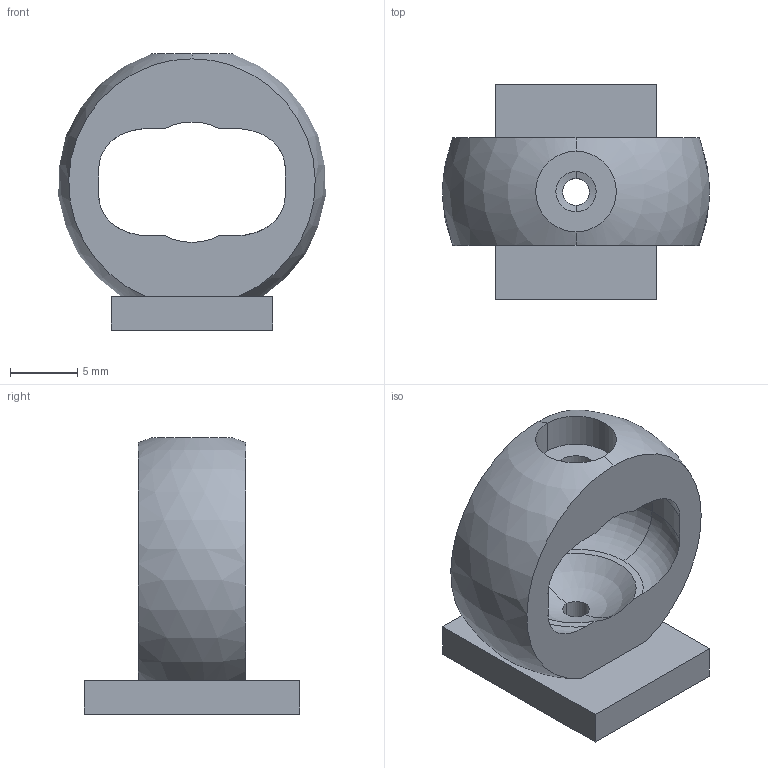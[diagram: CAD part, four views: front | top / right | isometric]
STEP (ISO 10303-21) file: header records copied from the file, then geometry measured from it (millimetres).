
FILE_DESCRIPTION(('produced by SPATIAL CORP'),'2;1');
FILE_NAME('gimble-ring.hh.sat.stp', '2002-04-12T11:47:48+00:00',('SPATIAL CORP'),('SPATIAL CORP'), 'ACIS STEP Husk','http://www.spatial.com','SPATIAL CORP');
FILE_SCHEMA(('CONFIG_CONTROL_DESIGN'));
Length unit declared in the file: millimetre
Products named in the file (1): PRODUCT_ID_1
Bounding box: 19.89 x 16 x 20.54 mm (x, y, z)
Volume: 1636.5 mm3; surface area: 1620.9 mm2
Topology: 1 solids, 1 shells, 40 faces, 104 edges, 66 vertices
Faces by surface type: plane 14, cylinder 12, torus 8, sphere 6
Entity records: 1229 total; most frequent: CARTESIAN_POINT 298, ORIENTED_EDGE 208, DIRECTION 144, EDGE_CURVE 104, VERTEX_POINT 66, AXIS2_PLACEMENT_3D 56, EDGE_LOOP 46, FACE_BOUND 46
